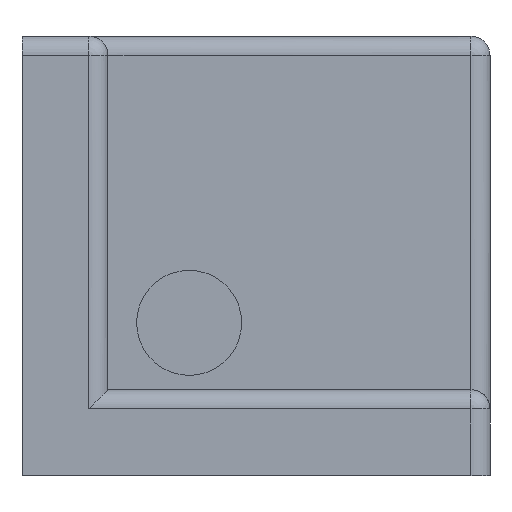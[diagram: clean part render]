
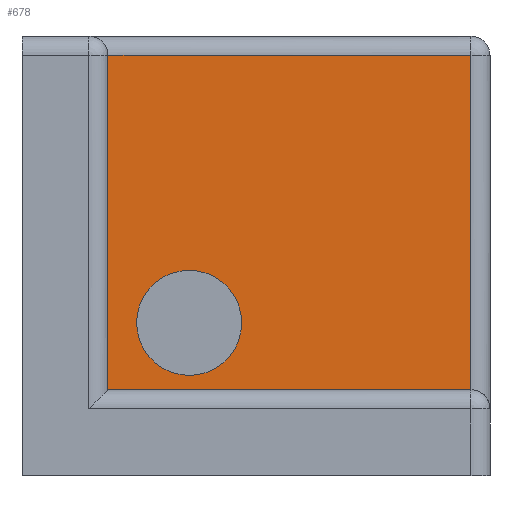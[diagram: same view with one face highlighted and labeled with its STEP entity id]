
A CAD part, front view. The second image highlights one B-rep face of the part: STEP entity #678.
In plain terms, the highlighted planar face has unit normal (0, -1, 0).
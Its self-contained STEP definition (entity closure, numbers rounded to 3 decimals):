
#193 = CARTESIAN_POINT ( 'NONE',  ( 8.75, -17.495, 5.25 ) ) ;
#210 = CARTESIAN_POINT ( 'NONE',  ( 8.75, -17.495, 10.75 ) ) ;
#667 = ORIENTED_EDGE ( 'NONE', *, *, #675, .T. ) ;
#671 = VERTEX_POINT ( 'NONE', #1597 ) ;
#672 = VERTEX_POINT ( 'NONE', #1596 ) ;
#673 = VERTEX_POINT ( 'NONE', #1595 ) ;
#674 = VERTEX_POINT ( 'NONE', #1594 ) ;
#675 = EDGE_CURVE ( 'NONE', #674, #672, #1592, .T. ) ;
#677 = ORIENTED_EDGE ( 'NONE', *, *, #679, .T. ) ;
#678 = ADVANCED_FACE ( 'NONE', ( #1588, #1587 ), #1433, .F. ) ;
#679 = EDGE_CURVE ( 'NONE', #671, #674, #1428, .T. ) ;
#680 = EDGE_LOOP ( 'NONE', ( #677, #667, #815, #817 ) ) ;
#815 = ORIENTED_EDGE ( 'NONE', *, *, #816, .T. ) ;
#816 = EDGE_CURVE ( 'NONE', #672, #673, #1947, .T. ) ;
#817 = ORIENTED_EDGE ( 'NONE', *, *, #818, .F. ) ;
#818 = EDGE_CURVE ( 'NONE', #671, #673, #1943, .T. ) ;
#819 = EDGE_LOOP ( 'NONE', ( #820, #822 ) ) ;
#820 = ORIENTED_EDGE ( 'NONE', *, *, #821, .F. ) ;
#821 = EDGE_CURVE ( 'NONE', #1106, #1105, #1939, .T. ) ;
#822 = ORIENTED_EDGE ( 'NONE', *, *, #945, .F. ) ;
#945 = EDGE_CURVE ( 'NONE', #1105, #1106, #2120, .T. ) ;
#1105 = VERTEX_POINT ( 'NONE', #193 ) ;
#1106 = VERTEX_POINT ( 'NONE', #210 ) ;
#1425 = DIRECTION ( 'NONE',  ( 1., 0., 0. ) ) ;
#1426 = VECTOR ( 'NONE', #1425, 1000. ) ;
#1427 = CARTESIAN_POINT ( 'NONE',  ( 4.5, -17.495, 4.5 ) ) ;
#1428 = LINE ( 'NONE', #1427, #1426 ) ;
#1429 = DIRECTION ( 'NONE',  ( 0., 0., 1. ) ) ;
#1430 = DIRECTION ( 'NONE',  ( 0., 1., 0. ) ) ;
#1431 = CARTESIAN_POINT ( 'NONE',  ( 4.5, -17.495, -33.495 ) ) ;
#1432 = AXIS2_PLACEMENT_3D ( 'NONE', #1431, #1430, #1429 ) ;
#1433 = PLANE ( 'NONE',  #1432 ) ;
#1587 = FACE_BOUND ( 'NONE', #819, .T. ) ;
#1588 = FACE_OUTER_BOUND ( 'NONE', #680, .T. ) ;
#1589 = DIRECTION ( 'NONE',  ( 0., 0., 1. ) ) ;
#1590 = VECTOR ( 'NONE', #1589, 1000. ) ;
#1591 = CARTESIAN_POINT ( 'NONE',  ( 23.5, -17.495, -33.495 ) ) ;
#1592 = LINE ( 'NONE', #1591, #1590 ) ;
#1594 = CARTESIAN_POINT ( 'NONE',  ( 23.5, -17.495, 4.5 ) ) ;
#1595 = CARTESIAN_POINT ( 'NONE',  ( 4.5, -17.495, 22. ) ) ;
#1596 = CARTESIAN_POINT ( 'NONE',  ( 23.5, -17.495, 22. ) ) ;
#1597 = CARTESIAN_POINT ( 'NONE',  ( 4.5, -17.495, 4.5 ) ) ;
#1935 = DIRECTION ( 'NONE',  ( 0., 0., 1. ) ) ;
#1936 = DIRECTION ( 'NONE',  ( 0., -1., 0. ) ) ;
#1937 = CARTESIAN_POINT ( 'NONE',  ( 8.75, -17.495, 8. ) ) ;
#1938 = AXIS2_PLACEMENT_3D ( 'NONE', #1937, #1936, #1935 ) ;
#1939 = CIRCLE ( 'NONE', #1938, 2.75 ) ;
#1940 = DIRECTION ( 'NONE',  ( 0., 0., 1. ) ) ;
#1941 = VECTOR ( 'NONE', #1940, 1000. ) ;
#1942 = CARTESIAN_POINT ( 'NONE',  ( 4.5, -17.495, -33.495 ) ) ;
#1943 = LINE ( 'NONE', #1942, #1941 ) ;
#1944 = DIRECTION ( 'NONE',  ( -1., 0., 0. ) ) ;
#1945 = VECTOR ( 'NONE', #1944, 1000. ) ;
#1946 = CARTESIAN_POINT ( 'NONE',  ( 4.5, -17.495, 22. ) ) ;
#1947 = LINE ( 'NONE', #1946, #1945 ) ;
#2116 = DIRECTION ( 'NONE',  ( 0., 0., 1. ) ) ;
#2117 = DIRECTION ( 'NONE',  ( 0., -1., 0. ) ) ;
#2118 = CARTESIAN_POINT ( 'NONE',  ( 8.75, -17.495, 8. ) ) ;
#2119 = AXIS2_PLACEMENT_3D ( 'NONE', #2118, #2117, #2116 ) ;
#2120 = CIRCLE ( 'NONE', #2119, 2.75 ) ;
